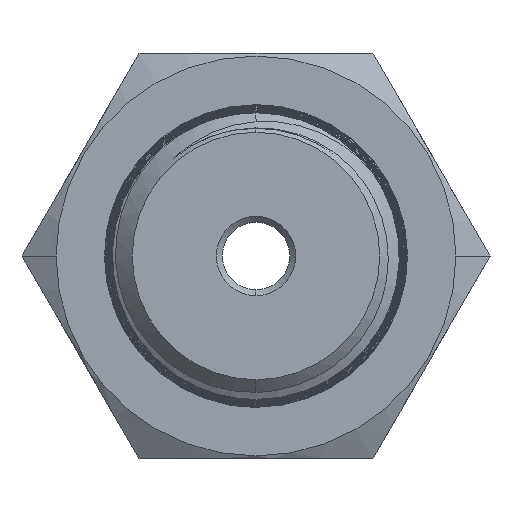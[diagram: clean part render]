
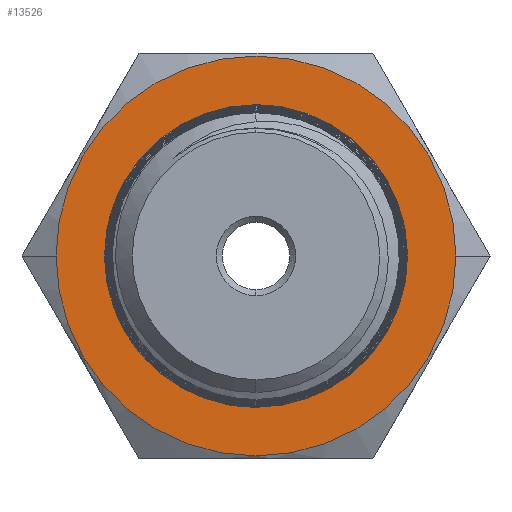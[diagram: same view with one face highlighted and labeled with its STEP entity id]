
A CAD part, left-side view. The second image highlights one B-rep face of the part: STEP entity #13526.
In plain terms, the highlighted planar face has unit normal (-1, 0, 0).
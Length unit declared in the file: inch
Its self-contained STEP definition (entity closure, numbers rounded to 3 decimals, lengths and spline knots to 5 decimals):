
#48 = EDGE_CURVE ( 'NONE', #7089, #10506, #3610, .T. ) ;
#579 = AXIS2_PLACEMENT_3D ( 'NONE', #16178, #17565, #12117 ) ;
#662 = FACE_BOUND ( 'NONE', #12180, .T. ) ;
#1294 = FACE_OUTER_BOUND ( 'NONE', #14377, .T. ) ;
#1467 = CIRCLE ( 'NONE', #16624, 0.555 ) ;
#1752 = DIRECTION ( 'NONE',  ( 0., 1., 0. ) ) ;
#2306 = CARTESIAN_POINT ( 'NONE',  ( -0.995, -0.555, 0. ) ) ;
#2605 = CARTESIAN_POINT ( 'NONE',  ( -0.995, 0., 0. ) ) ;
#2710 = AXIS2_PLACEMENT_3D ( 'NONE', #17597, #5157, #9373 ) ;
#3479 = CARTESIAN_POINT ( 'NONE',  ( -0.995, 0., 0.42 ) ) ;
#3610 = CIRCLE ( 'NONE', #2710, 0.42 ) ;
#3839 = VERTEX_POINT ( 'NONE', #2306 ) ;
#5157 = DIRECTION ( 'NONE',  ( -1., 0., 0. ) ) ;
#5287 = DIRECTION ( 'NONE',  ( 0., 1., 0. ) ) ;
#6760 = PLANE ( 'NONE',  #17647 ) ;
#7089 = VERTEX_POINT ( 'NONE', #3479 ) ;
#8132 = CIRCLE ( 'NONE', #579, 0.42 ) ;
#8787 = VERTEX_POINT ( 'NONE', #11256 ) ;
#8953 = CIRCLE ( 'NONE', #14801, 0.555 ) ;
#9373 = DIRECTION ( 'NONE',  ( 0., 0., 1. ) ) ;
#10506 = VERTEX_POINT ( 'NONE', #17254 ) ;
#10776 = CARTESIAN_POINT ( 'NONE',  ( -0.995, 0., -0.42 ) ) ;
#11256 = CARTESIAN_POINT ( 'NONE',  ( -0.995, 0.555, 0. ) ) ;
#12117 = DIRECTION ( 'NONE',  ( 0., 0., 1. ) ) ;
#12157 = DIRECTION ( 'NONE',  ( 0., 0., 1. ) ) ;
#12180 = EDGE_LOOP ( 'NONE', ( #14362, #17540 ) ) ;
#12234 = DIRECTION ( 'NONE',  ( 1., 0., 0. ) ) ;
#12572 = CARTESIAN_POINT ( 'NONE',  ( -0.995, 0., 0. ) ) ;
#12914 = ORIENTED_EDGE ( 'NONE', *, *, #16194, .F. ) ;
#12926 = EDGE_CURVE ( 'NONE', #10506, #7089, #8132, .T. ) ;
#13526 = ADVANCED_FACE ( 'NONE', ( #1294, #662 ), #6760, .T. ) ;
#13731 = ORIENTED_EDGE ( 'NONE', *, *, #17002, .F. ) ;
#13887 = DIRECTION ( 'NONE',  ( 1., 0., 0. ) ) ;
#14362 = ORIENTED_EDGE ( 'NONE', *, *, #48, .F. ) ;
#14377 = EDGE_LOOP ( 'NONE', ( #12914, #13731 ) ) ;
#14801 = AXIS2_PLACEMENT_3D ( 'NONE', #2605, #12234, #5287 ) ;
#16178 = CARTESIAN_POINT ( 'NONE',  ( -0.995, 0., 0. ) ) ;
#16194 = EDGE_CURVE ( 'NONE', #8787, #3839, #8953, .T. ) ;
#16624 = AXIS2_PLACEMENT_3D ( 'NONE', #12572, #13887, #1752 ) ;
#17002 = EDGE_CURVE ( 'NONE', #3839, #8787, #1467, .T. ) ;
#17254 = CARTESIAN_POINT ( 'NONE',  ( -0.995, 0., -0.42 ) ) ;
#17540 = ORIENTED_EDGE ( 'NONE', *, *, #12926, .F. ) ;
#17565 = DIRECTION ( 'NONE',  ( -1., 0., 0. ) ) ;
#17597 = CARTESIAN_POINT ( 'NONE',  ( -0.995, 0., 0. ) ) ;
#17647 = AXIS2_PLACEMENT_3D ( 'NONE', #10776, #17715, #12157 ) ;
#17715 = DIRECTION ( 'NONE',  ( -1., 0., 0. ) ) ;
